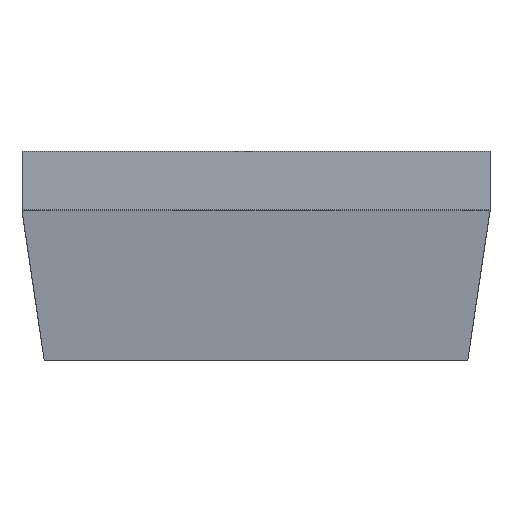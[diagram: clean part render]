
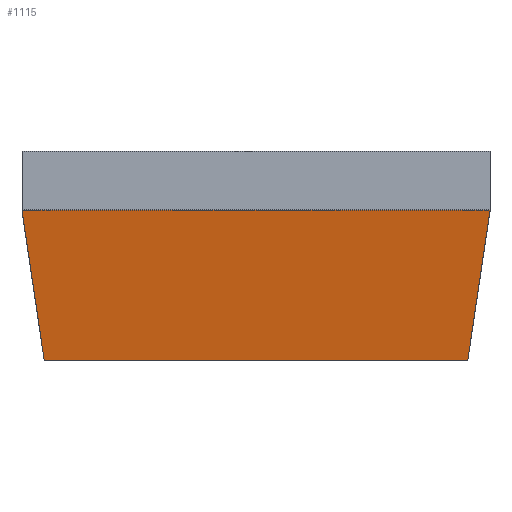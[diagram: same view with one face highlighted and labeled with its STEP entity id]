
A CAD part, top view. The second image highlights one B-rep face of the part: STEP entity #1115.
In plain terms, the highlighted planar face has unit normal (0, -0.147, 0.989).
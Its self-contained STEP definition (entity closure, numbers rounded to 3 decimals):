
#40=PLANE('',#1210);
#108=FACE_OUTER_BOUND('',#178,.T.);
#178=EDGE_LOOP('',(#850,#851,#852,#853));
#258=LINE('',#1629,#406);
#259=LINE('',#1632,#407);
#260=LINE('',#1634,#408);
#261=LINE('',#1635,#409);
#406=VECTOR('',#1328,10.);
#407=VECTOR('',#1331,10.);
#408=VECTOR('',#1332,10.);
#409=VECTOR('',#1333,10.);
#554=VERTEX_POINT('',#1622);
#557=VERTEX_POINT('',#1627);
#558=VERTEX_POINT('',#1631);
#559=VERTEX_POINT('',#1633);
#668=EDGE_CURVE('',#557,#554,#258,.T.);
#669=EDGE_CURVE('',#557,#558,#259,.T.);
#670=EDGE_CURVE('',#558,#559,#260,.T.);
#671=EDGE_CURVE('',#559,#554,#261,.T.);
#850=ORIENTED_EDGE('',*,*,#669,.T.);
#851=ORIENTED_EDGE('',*,*,#670,.T.);
#852=ORIENTED_EDGE('',*,*,#671,.T.);
#853=ORIENTED_EDGE('',*,*,#668,.F.);
#1115=ADVANCED_FACE('',(#108),#40,.T.);
#1210=AXIS2_PLACEMENT_3D('',#1630,#1329,#1330);
#1328=DIRECTION('',(-0.145,0.979,0.145));
#1329=DIRECTION('center_axis',(0.,-0.147,0.989));
#1330=DIRECTION('ref_axis',(1.,0.,0.));
#1331=DIRECTION('',(1.,0.,0.));
#1332=DIRECTION('',(0.145,0.979,0.145));
#1333=DIRECTION('',(-1.,0.,0.));
#1622=CARTESIAN_POINT('',(-5.27,-1.32,1.15));
#1627=CARTESIAN_POINT('',(-4.77,-4.69,0.65));
#1629=CARTESIAN_POINT('',(-4.77,-4.69,0.65));
#1630=CARTESIAN_POINT('Origin',(2.635,-3.005,0.9));
#1631=CARTESIAN_POINT('',(4.77,-4.69,0.65));
#1632=CARTESIAN_POINT('',(2.635,-4.69,0.65));
#1633=CARTESIAN_POINT('',(5.27,-1.32,1.15));
#1634=CARTESIAN_POINT('',(4.77,-4.69,0.65));
#1635=CARTESIAN_POINT('',(2.635,-1.32,1.15));
